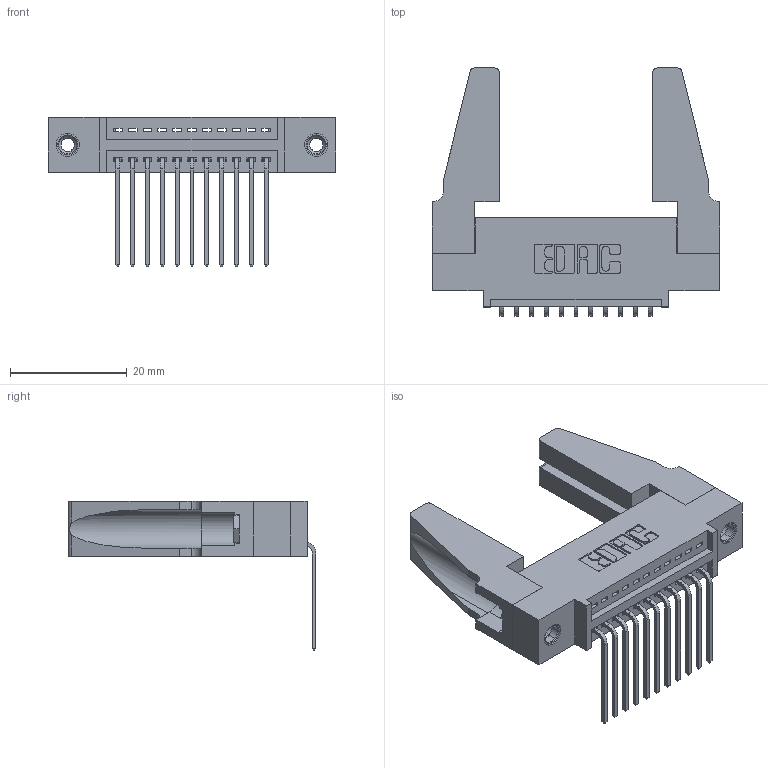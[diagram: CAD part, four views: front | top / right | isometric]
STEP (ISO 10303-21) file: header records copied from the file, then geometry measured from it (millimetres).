
FILE_DESCRIPTION (( 'STEP AP203' ), '1' );
FILE_NAME ('395-011-559-488.STEP', '2019-10-16T00:03:01', ( '' ), ( '' ), 'SwSTEP 2.0', 'SolidWorks 2016', '' );
FILE_SCHEMA (( 'CONFIG_CONTROL_DESIGN' ));
Length unit declared in the file: inch
Products named in the file (5): 345-220-078_345-220-088; 345-250-001_345-250-001-102; 395-011-559-488; 345 Part_0.110 Offset - 0.156 Dia-TH; 345-292-001_558 559 Tail - 1
Assembly tree (16 placements, depth 2):
  395-011-559-488
    345 Part_0.110 Offset - 0.156 Dia-TH
    345-292-001_558 559 Tail - 1  x11
    345-250-001_345-250-001-102  x2
    345-220-078_345-220-088  x2
Bounding box: 49.17 x 42.41 x 25.53 mm (x, y, z)
Volume: 7632.5 mm3; surface area: 8825.8 mm2
Topology: 16 solids, 16 shells, 914 faces, 2669 edges, 1754 vertices
Faces by surface type: plane 618, cylinder 280, cone 12, torus 4
Entity records: 14816 total; most frequent: CARTESIAN_POINT 2559, ORIENTED_EDGE 2464, DIRECTION 2286, EDGE_CURVE 1232, LINE 1014, VECTOR 1014, VERTEX_POINT 814, AXIS2_PLACEMENT_3D 636
